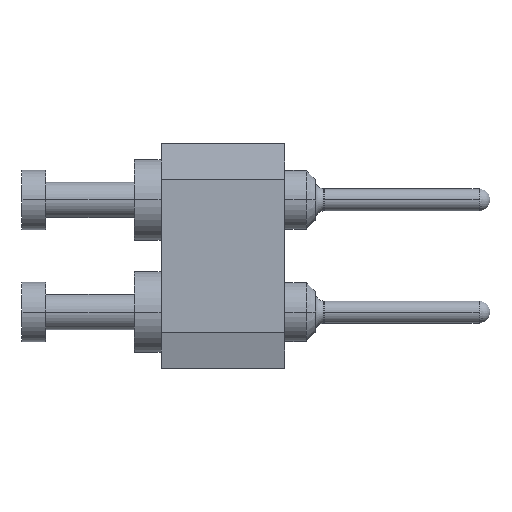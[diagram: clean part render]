
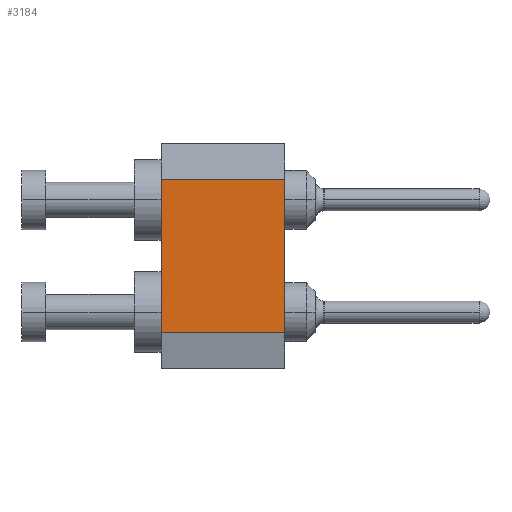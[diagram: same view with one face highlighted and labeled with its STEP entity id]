
A CAD part, left-side view. The second image highlights one B-rep face of the part: STEP entity #3184.
In plain terms, the highlighted planar face has unit normal (-1, 0, 0).
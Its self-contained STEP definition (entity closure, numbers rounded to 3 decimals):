
#1510=VERTEX_POINT('',#4025);
#1868=EDGE_CURVE('',#3616,#2108,#4420,.T.);
#2100=EDGE_CURVE('',#1510,#2990,#4675,.T.);
#2108=VERTEX_POINT('',#4683);
#2178=EDGE_CURVE('',#2108,#2990,#4762,.T.);
#2354=EDGE_CURVE('',#1510,#3616,#4951,.T.);
#2990=VERTEX_POINT('',#5669);
#3184=ADVANCED_FACE('',(#5896),#5897,.T.);
#3616=VERTEX_POINT('',#6385);
#4025=CARTESIAN_POINT('',(-6.35,0.,-1.74));
#4420=LINE('',#7390,#7391);
#4675=LINE('',#7731,#7732);
#4683=CARTESIAN_POINT('',(-6.35,2.8,1.74));
#4762=LINE('',#7843,#7844);
#4951=LINE('',#8107,#8108);
#5669=CARTESIAN_POINT('',(-6.35,2.8,-1.74));
#5896=FACE_OUTER_BOUND('',#9306,.T.);
#5897=PLANE('',#9307);
#6385=CARTESIAN_POINT('',(-6.35,0.,1.74));
#7390=CARTESIAN_POINT('',(-6.35,0.,1.74));
#7391=VECTOR('',#10997,1.0);
#7731=CARTESIAN_POINT('',(-6.35,0.,-1.74));
#7732=VECTOR('',#11321,1.0);
#7843=CARTESIAN_POINT('',(-6.35,2.8,-1.74));
#7844=VECTOR('',#11424,1.0);
#8107=CARTESIAN_POINT('',(-6.35,0.,-1.74));
#8108=VECTOR('',#11622,1.0);
#9306=EDGE_LOOP('',(#12830,#12831,#12832,#12833));
#9307=AXIS2_PLACEMENT_3D('',#12834,#12835,#12836);
#10997=DIRECTION('',(0.0,1.0,0.));
#11321=DIRECTION('',(0.0,1.0,0.));
#11424=DIRECTION('',(0.0,0.,-1.0));
#11622=DIRECTION('',(0.0,0.,1.0));
#12830=ORIENTED_EDGE('',*,*,#2178,.T.);
#12831=ORIENTED_EDGE('',*,*,#2100,.F.);
#12832=ORIENTED_EDGE('',*,*,#2354,.T.);
#12833=ORIENTED_EDGE('',*,*,#1868,.T.);
#12834=CARTESIAN_POINT('',(-6.35,0.,1.74));
#12835=DIRECTION('',(-1.0,0.0,0.0));
#12836=DIRECTION('',(0.0,0.,1.0));
